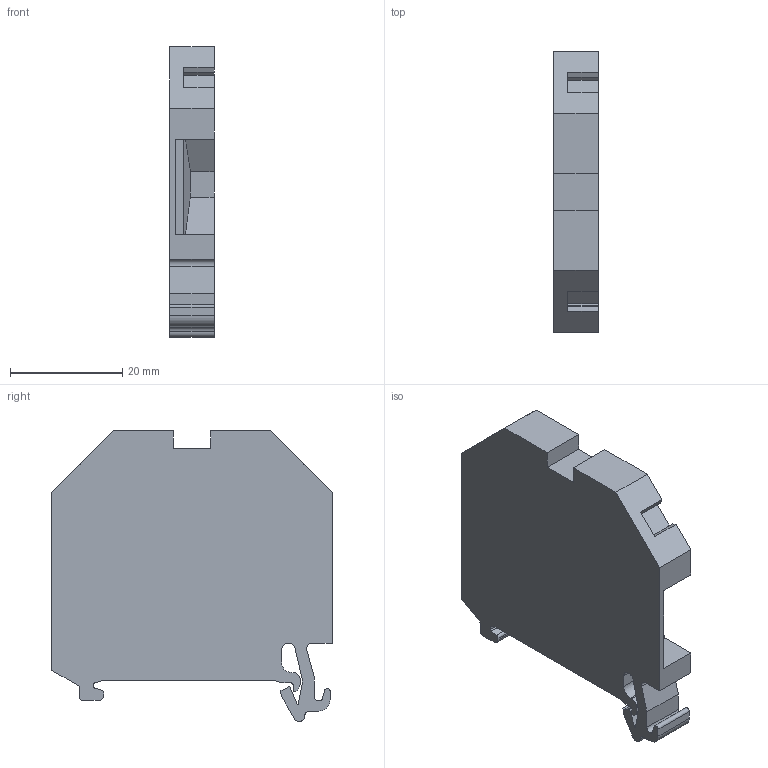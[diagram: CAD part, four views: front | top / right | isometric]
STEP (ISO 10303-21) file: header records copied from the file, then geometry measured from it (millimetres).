
FILE_DESCRIPTION(('CATIA V5 STEP Exchange','CAx-IF Rec.Pracs.--- Model Styling and Organization---1.4--- 2014-01-23'),'2;1');
FILE_NAME ('034644-2_1', '2021-09-21T05:34:41+00:00', ('none'), ('Weidmueller'), 'CATIA Version 5-6 Release 2016 SP3 HF44', 'CATIA V5 STEP AP214', 'none');
FILE_SCHEMA(('AUTOMOTIVE_DESIGN { 1 0 10303 214 1 1 1 1 }'));
Length unit declared in the file: millimetre
Products named in the file (1): 9501160000
Bounding box: 7.9 x 50 x 51.8 mm (x, y, z)
Volume: 14568.5 mm3; surface area: 6357.2 mm2
Topology: 1 solids, 1 shells, 105 faces, 305 edges, 204 vertices
Faces by surface type: plane 82, cylinder 23
Entity records: 3369 total; most frequent: ORIENTED_EDGE 610, CARTESIAN_POINT 604, DIRECTION 493, EDGE_CURVE 305, VECTOR 258, LINE 258, VERTEX_POINT 204, AXIS2_PLACEMENT_3D 142
